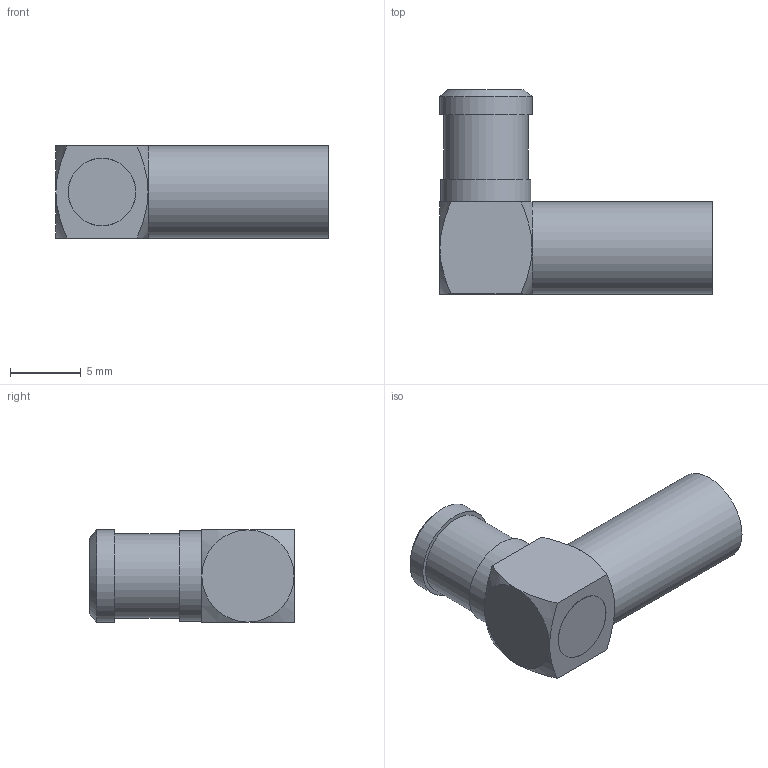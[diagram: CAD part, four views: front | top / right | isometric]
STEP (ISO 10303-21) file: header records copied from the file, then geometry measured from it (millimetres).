
FILE_DESCRIPTION (( 'STEP AP203' ), '1' );
FILE_NAME ('PE4595.step', '2020-01-13T16:10:16', ( '' ), ( '' ), 'SwSTEP 2.0', 'SolidWorks 2018', '' );
FILE_SCHEMA (( 'CONFIG_CONTROL_DESIGN' ));
Length unit declared in the file: inch
Products named in the file (1): PE4595
Bounding box: 19.2 x 14.4 x 6.5 mm (x, y, z)
Volume: 592.8 mm3; surface area: 1406.8 mm2
Topology: 4 solids, 4 shells, 201 faces, 539 edges, 357 vertices
Faces by surface type: plane 167, cylinder 16, cone 12, torus 6
Full cylindrical faces by diameter (mm): 0.686 x1, 0.94 x2, 2.54 x1, 3.2 x1, 3.505 x1, 4.5 x1, 4.521 x1, 4.572 x1, 4.755 x1, 4.775 x1, 5.7 x1, 5.932 x1, 6.35 x1, 6.5 x1, 6.502 x1
Entity records: 6227 total; most frequent: CARTESIAN_POINT 1220, ORIENTED_EDGE 1024, DIRECTION 960, EDGE_CURVE 512, LINE 412, VECTOR 412, VERTEX_POINT 350, AXIS2_PLACEMENT_3D 274
